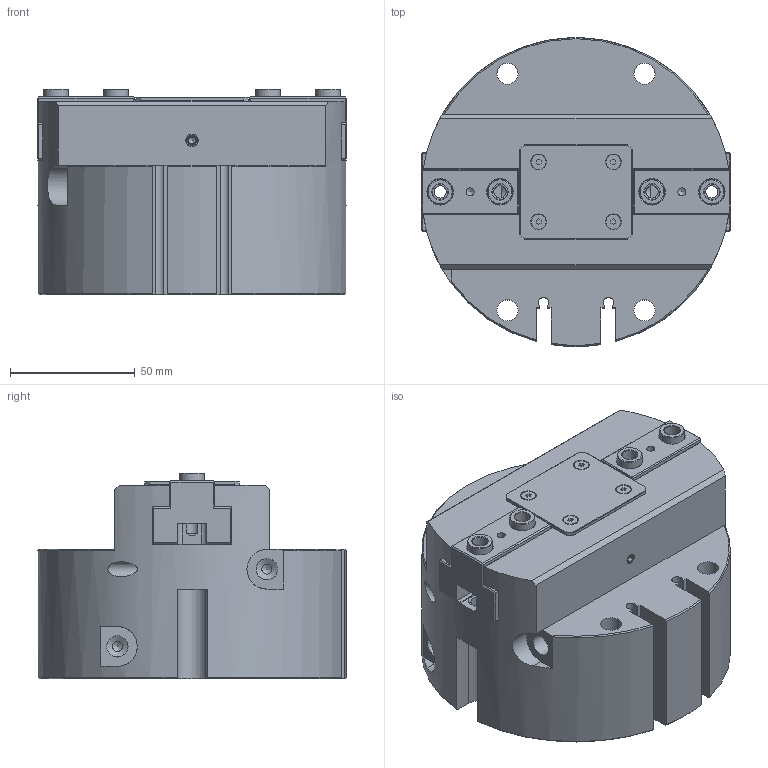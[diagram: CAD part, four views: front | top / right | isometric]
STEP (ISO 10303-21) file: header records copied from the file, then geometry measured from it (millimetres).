
FILE_DESCRIPTION(/* description */ (''),/* implementation_level */ '2;1');
FILE_NAME(/* name */ 'MPO-125-C1.stp',/* time_stamp */ '2021-03-19T09:34:16+01:00',/* author */ ('Emilio'),/* organization */ (''),/* preprocessor_version */ 'ST-DEVELOPER v17.2',/* originating_system */ 'Autodesk Inventor 2019',/* authorisation */ '');
FILE_SCHEMA (('AUTOMOTIVE_DESIGN { 1 0 10303 214 3 1 1 }'));
Length unit declared in the file: millimetre
Products named in the file (10): MPO-125-C1; MPO-125 - CORPO; OPM-125-FONDELLO-31100.07; PGP-125-COPERCHIO; PZP-125 GRIFFA C1 (OPP-125_PGP-125)-cliente; DIN 913 - M5 x 8; DIN 7991 - M3x6; BOCCOLA SENSORE M8; BOCCOLA 10H7L7; DIN 913 - M5 x 5
Assembly tree (21 placements, depth 2):
  MPO-125-C1
    MPO-125 - CORPO
    OPM-125-FONDELLO-31100.07
    PGP-125-COPERCHIO
    PZP-125 GRIFFA C1 (OPP-125_PGP-125)-cliente  x2
    DIN 913 - M5 x 5  x4
    DIN 913 - M5 x 8  x2
    DIN 7991 - M3x6  x4
    BOCCOLA SENSORE M8  x2
    BOCCOLA 10H7L7  x4
Bounding box: 124 x 123.91 x 82.5 mm (x, y, z)
Volume: 754815.8 mm3; surface area: 118533.4 mm2
Topology: 21 solids, 21 shells, 500 faces, 1339 edges, 901 vertices
Faces by surface type: plane 311, cylinder 110, cone 74, torus 5
Full cylindrical faces by diameter (mm): 2.459 x4, 3 x4, 3.242 x2, 3.4 x4, 4 x6, 4.134 x7, 4.917 x4, 5 x6, 6 x8, 6.2 x4, 6.647 x2, 8.5 x6, 8.566 x2, 9 x2, 9.1 x2, 10 x8, 60 x1, 83 x4, 86.5 x1, 87.1 x1
Entity records: 10768 total; most frequent: CARTESIAN_POINT 2152, DIRECTION 1777, ORIENTED_EDGE 1682, EDGE_CURVE 841, AXIS2_PLACEMENT_3D 652, VERTEX_POINT 576, LINE 473, VECTOR 473
